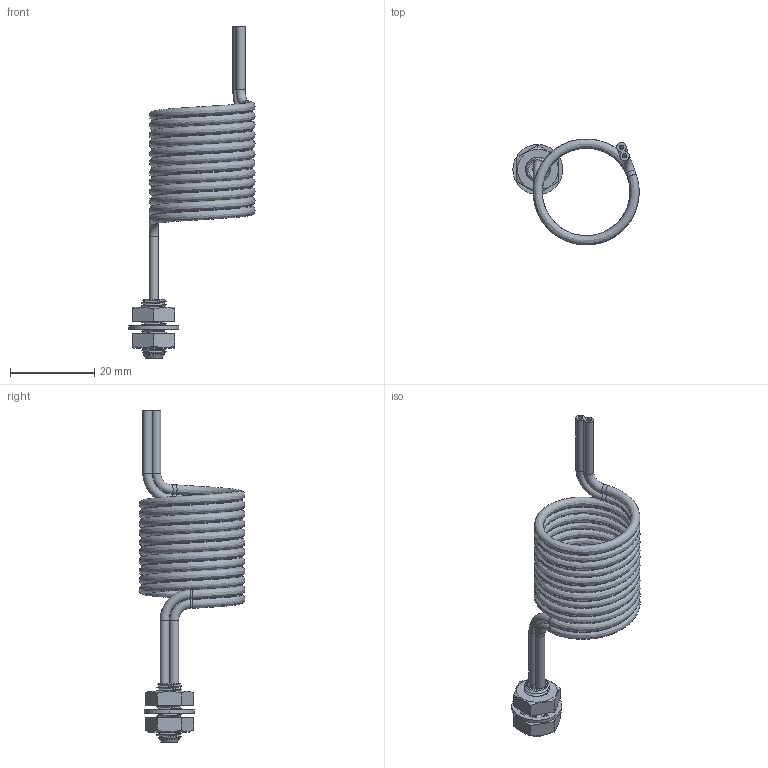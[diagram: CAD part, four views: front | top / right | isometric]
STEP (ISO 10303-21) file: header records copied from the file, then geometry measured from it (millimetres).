
FILE_DESCRIPTION((''),'2;1');
FILE_NAME('193370_ASM','2016-03-02T',('pdmadmin'),(''),'PRO/ENGINEER BY PARAMETRIC TECHNOLOGY CORPORATION, 2013230','PRO/ENGINEER BY PARAMETRIC TECHNOLOGY CORPORATION, 2013230','');
FILE_SCHEMA(('CONFIG_CONTROL_DESIGN'));
Length unit declared in the file: inch
Products named in the file (9): 10150_AF0; 13463_AF0; 08395_AF0; 08398_M6X0_75_HEX_JAM_NUT_S_AF0; 08398_M6X0_75_HEX_JAM_NUT_S_AF1; 10147_BARE_CORE67_AF0; 10147_BARE_CORE67_AF1; 65915_ASM; 193370_ASM
Assembly tree (8 placements, depth 3):
  193370_ASM
    65915_ASM
      10150_AF0
      13463_AF0
      08395_AF0
      08398_M6X0_75_HEX_JAM_NUT_S_AF0
      08398_M6X0_75_HEX_JAM_NUT_S_AF1
      10147_BARE_CORE67_AF0
      10147_BARE_CORE67_AF1
Bounding box: 30.05 x 25.19 x 78.97 mm (x, y, z)
Volume: 3349.3 mm3; surface area: 10005 mm2
Topology: 7 solids, 7 shells, 280 faces, 697 edges, 433 vertices
Faces by surface type: cylinder 120, cone 62, plane 52, bspline 26, torus 20
Entity records: 20222 total; most frequent: CARTESIAN_POINT 13404, DIRECTION 1410, ORIENTED_EDGE 1394, EDGE_CURVE 697, AXIS2_PLACEMENT_3D 560, VERTEX_POINT 433, EDGE_LOOP 294, VECTOR 290
